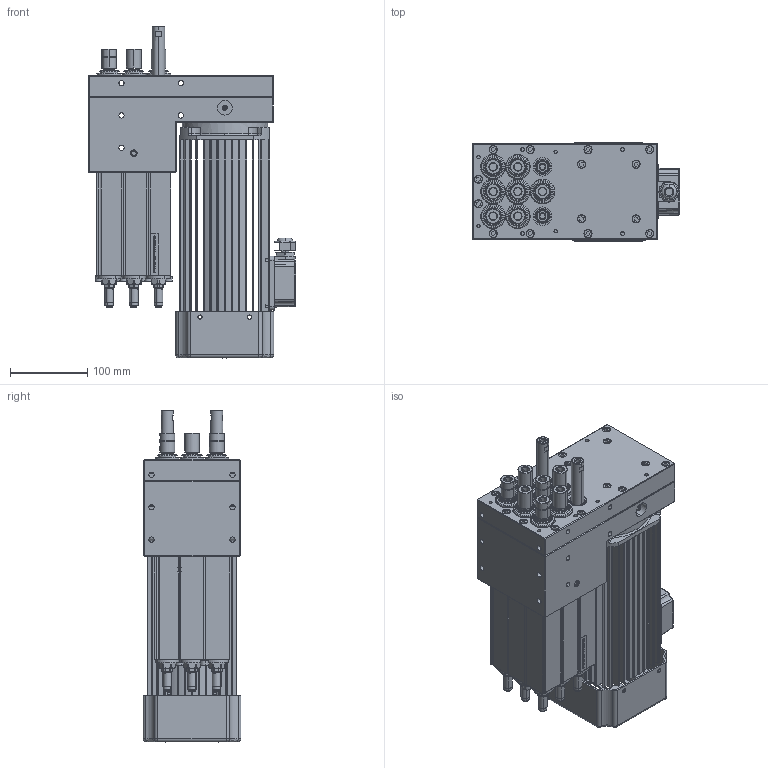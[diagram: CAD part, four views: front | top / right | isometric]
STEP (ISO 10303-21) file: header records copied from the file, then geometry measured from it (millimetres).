
FILE_DESCRIPTION (( 'STEP AP214' ), '1' );
FILE_NAME ('×°ÅäÌå12.STEP', '2024-07-02T06:12:35', ( 'Sysceo.com' ), ( '' ), 'SwSTEP 2.0', 'SolidWorks 2018', '' );
FILE_SCHEMA (( 'AUTOMOTIVE_DESIGN' ));
Length unit declared in the file: millimetre
Products named in the file (2): 蚾饜极12
Bounding box: 268.91 x 127 x 430.5 mm (x, y, z)
Surface area: 655129.5 mm2 (no closed solid volume)
Topology: 0 solids, 121 shells, 1841 faces, 6707 edges, 4912 vertices
Faces by surface type: cylinder 763, plane 736, cone 221, torus 74, bspline 47
Entity records: 103788 total; most frequent: CARTESIAN_POINT 27275, DIRECTION 11623, ORIENTED_EDGE 10651, EDGE_CURVE 6704, VERTEX_POINT 4912, AXIS2_PLACEMENT_3D 4001, LINE 3621, VECTOR 3621
